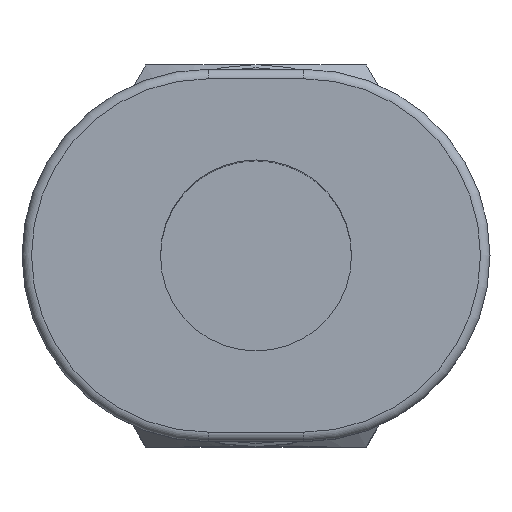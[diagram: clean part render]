
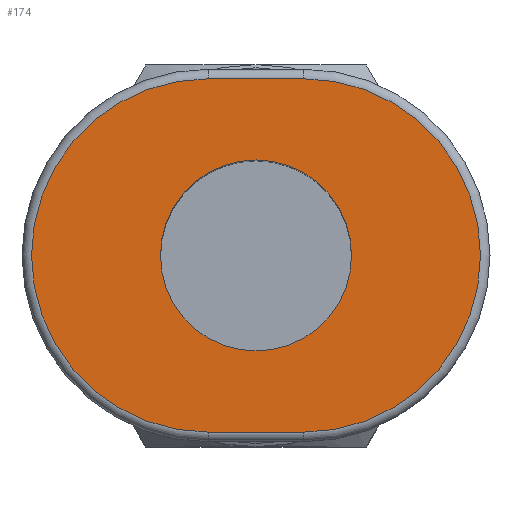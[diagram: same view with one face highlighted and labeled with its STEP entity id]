
A CAD part, top view. The second image highlights one B-rep face of the part: STEP entity #174.
In plain terms, the highlighted planar face has unit normal (0, 0, 1).
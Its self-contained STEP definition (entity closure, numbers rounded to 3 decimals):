
#83=VECTOR('',#1303,2.);
#84=VECTOR('',#1304,2.);
#125=LINE('',#1093,#83);
#126=LINE('',#1096,#84);
#174=ADVANCED_FACE('PC4-M5M',(#247,#225),#219,.T.);
#219=PLANE('',#1250);
#225=FACE_BOUND('',#874,.T.);
#247=FACE_OUTER_BOUND('',#873,.T.);
#365=ORIENTED_EDGE('',*,*,#563,.T.);
#366=ORIENTED_EDGE('',*,*,#564,.T.);
#367=ORIENTED_EDGE('',*,*,#565,.T.);
#368=ORIENTED_EDGE('',*,*,#566,.T.);
#369=ORIENTED_EDGE('',*,*,#567,.F.);
#370=ORIENTED_EDGE('',*,*,#568,.F.);
#563=EDGE_CURVE('41',#826,#827,#758,.T.);
#564=EDGE_CURVE('42',#827,#828,#125,.T.);
#565=EDGE_CURVE('43',#828,#829,#759,.T.);
#566=EDGE_CURVE('44',#829,#826,#126,.T.);
#567=EDGE_CURVE('95',#830,#831,#760,.T.);
#568=EDGE_CURVE('94',#831,#830,#761,.T.);
#758=CIRCLE('',#1246,3.7);
#759=CIRCLE('',#1247,3.7);
#760=CIRCLE('',#1248,2.);
#761=CIRCLE('',#1249,2.);
#826=VERTEX_POINT('41',#1092);
#827=VERTEX_POINT('42',#1093);
#828=VERTEX_POINT('43',#1095);
#829=VERTEX_POINT('44',#1096);
#830=VERTEX_POINT('64',#1098);
#831=VERTEX_POINT('45',#1099);
#873=EDGE_LOOP('',(#365,#366,#367,#368));
#874=EDGE_LOOP('',(#369,#370));
#1092=CARTESIAN_POINT('',(-1.,3.7,15.6));
#1093=CARTESIAN_POINT('',(-1.,-3.7,15.6));
#1094=CARTESIAN_POINT('',(-1.,0.,15.6));
#1095=CARTESIAN_POINT('',(1.,-3.7,15.6));
#1096=CARTESIAN_POINT('',(1.,3.7,15.6));
#1097=CARTESIAN_POINT('',(1.,0.,15.6));
#1098=CARTESIAN_POINT('',(2.,0.,15.6));
#1099=CARTESIAN_POINT('',(-2.,0.,15.6));
#1100=CARTESIAN_POINT('',(0.,0.,15.6));
#1101=CARTESIAN_POINT('',(0.,0.,15.6));
#1102=CARTESIAN_POINT('',(-5.2,-4.2,15.6));
#1246=AXIS2_PLACEMENT_3D('',#1094,#1302,#1306);
#1247=AXIS2_PLACEMENT_3D('',#1097,#1302,#1309);
#1248=AXIS2_PLACEMENT_3D('',#1100,#1302,#1303);
#1249=AXIS2_PLACEMENT_3D('',#1101,#1302,#1304);
#1250=AXIS2_PLACEMENT_3D('',#1102,#1302,#1303);
#1302=DIRECTION('',(0.,0.,1.));
#1303=DIRECTION('',(1.,0.,0.));
#1304=DIRECTION('',(-1.,0.,0.));
#1306=DIRECTION('',(0.,1.,0.));
#1309=DIRECTION('',(0.,-1.,0.));
